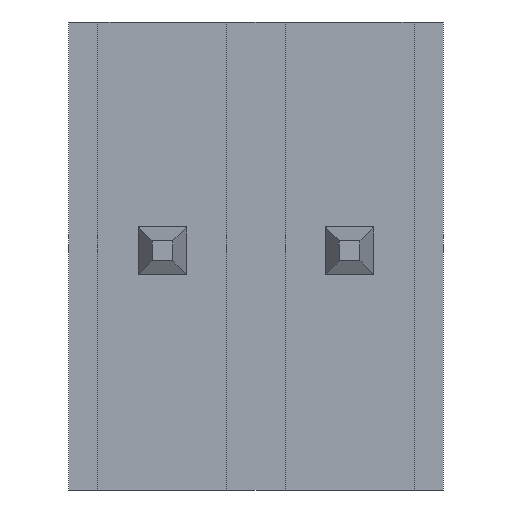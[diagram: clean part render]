
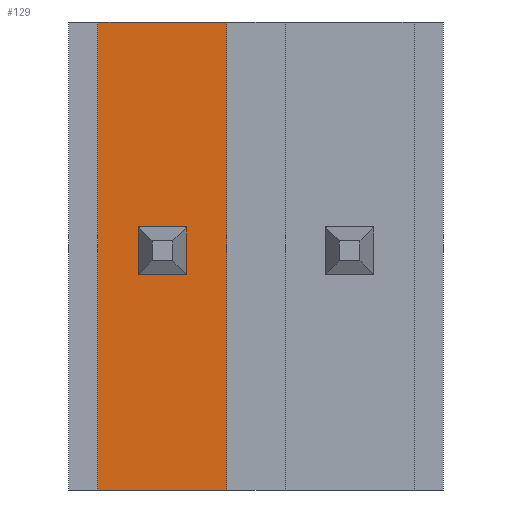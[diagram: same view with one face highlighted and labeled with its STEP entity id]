
A CAD part, front view. The second image highlights one B-rep face of the part: STEP entity #129.
In plain terms, the highlighted planar face has unit normal (0, -1, 0).
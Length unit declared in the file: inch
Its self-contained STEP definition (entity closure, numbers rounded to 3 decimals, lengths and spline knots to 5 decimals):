
#59 = VERTEX_POINT ( 'NONE', #588 ) ;
#61 = EDGE_CURVE ( 'NONE', #103, #59, #587, .T. ) ;
#103 = VERTEX_POINT ( 'NONE', #698 ) ;
#112 = ORIENTED_EDGE ( 'NONE', *, *, #113, .F. ) ;
#113 = EDGE_CURVE ( 'NONE', #138, #137, #873, .T. ) ;
#114 = ORIENTED_EDGE ( 'NONE', *, *, #115, .F. ) ;
#115 = EDGE_CURVE ( 'NONE', #134, #138, #869, .T. ) ;
#116 = EDGE_LOOP ( 'NONE', ( #117, #119, #120, #121 ) ) ;
#117 = ORIENTED_EDGE ( 'NONE', *, *, #118, .T. ) ;
#118 = EDGE_CURVE ( 'NONE', #299, #103, #865, .T. ) ;
#119 = ORIENTED_EDGE ( 'NONE', *, *, #61, .T. ) ;
#120 = ORIENTED_EDGE ( 'NONE', *, *, #125, .F. ) ;
#121 = ORIENTED_EDGE ( 'NONE', *, *, #301, .F. ) ;
#125 = EDGE_CURVE ( 'NONE', #302, #59, #860, .T. ) ;
#129 = ADVANCED_FACE ( 'NONE', ( #851, #850 ), #849, .F. ) ;
#130 = EDGE_LOOP ( 'NONE', ( #131, #135, #112, #114 ) ) ;
#131 = ORIENTED_EDGE ( 'NONE', *, *, #132, .F. ) ;
#132 = EDGE_CURVE ( 'NONE', #133, #134, #785, .T. ) ;
#133 = VERTEX_POINT ( 'NONE', #778 ) ;
#134 = VERTEX_POINT ( 'NONE', #777 ) ;
#135 = ORIENTED_EDGE ( 'NONE', *, *, #136, .F. ) ;
#136 = EDGE_CURVE ( 'NONE', #137, #133, #776, .T. ) ;
#137 = VERTEX_POINT ( 'NONE', #772 ) ;
#138 = VERTEX_POINT ( 'NONE', #771 ) ;
#299 = VERTEX_POINT ( 'NONE', #909 ) ;
#301 = EDGE_CURVE ( 'NONE', #299, #302, #908, .T. ) ;
#302 = VERTEX_POINT ( 'NONE', #904 ) ;
#584 = DIRECTION ( 'NONE',  ( -1., 0., 0. ) ) ;
#585 = VECTOR ( 'NONE', #584, 39.37008 ) ;
#586 = CARTESIAN_POINT ( 'NONE',  ( -0.08445, -0.10551, 0. ) ) ;
#587 = LINE ( 'NONE', #586, #585 ) ;
#588 = CARTESIAN_POINT ( 'NONE',  ( -0.08445, -0.10551, 0. ) ) ;
#698 = CARTESIAN_POINT ( 'NONE',  ( -0.01555, -0.10551, 0. ) ) ;
#771 = CARTESIAN_POINT ( 'NONE',  ( -0.03701, -0.10551, -0.10906 ) ) ;
#772 = CARTESIAN_POINT ( 'NONE',  ( -0.06299, -0.10551, -0.10906 ) ) ;
#773 = DIRECTION ( 'NONE',  ( 0., 0., -1. ) ) ;
#774 = VECTOR ( 'NONE', #773, 39.37008 ) ;
#775 = CARTESIAN_POINT ( 'NONE',  ( -0.06299, -0.10551, -0.13504 ) ) ;
#776 = LINE ( 'NONE', #775, #774 ) ;
#777 = CARTESIAN_POINT ( 'NONE',  ( -0.03701, -0.10551, -0.13504 ) ) ;
#778 = CARTESIAN_POINT ( 'NONE',  ( -0.06299, -0.10551, -0.13504 ) ) ;
#779 = DIRECTION ( 'NONE',  ( 1., 0., 0. ) ) ;
#780 = VECTOR ( 'NONE', #779, 39.37008 ) ;
#781 = CARTESIAN_POINT ( 'NONE',  ( -0.06299, -0.10551, -0.13504 ) ) ;
#782 = DIRECTION ( 'NONE',  ( 0., 0., 1. ) ) ;
#783 = DIRECTION ( 'NONE',  ( 0., 1., 0. ) ) ;
#784 = AXIS2_PLACEMENT_3D ( 'NONE', #848, #783, #782 ) ;
#785 = LINE ( 'NONE', #781, #780 ) ;
#848 = CARTESIAN_POINT ( 'NONE',  ( -0.08445, -0.10551, -0.25004 ) ) ;
#849 = PLANE ( 'NONE',  #784 ) ;
#850 = FACE_OUTER_BOUND ( 'NONE', #116, .T. ) ;
#851 = FACE_BOUND ( 'NONE', #130, .T. ) ;
#852 = DIRECTION ( 'NONE',  ( 0., 0., 1. ) ) ;
#853 = VECTOR ( 'NONE', #852, 39.37008 ) ;
#854 = CARTESIAN_POINT ( 'NONE',  ( -0.08445, -0.10551, -0.25004 ) ) ;
#860 = LINE ( 'NONE', #854, #853 ) ;
#862 = DIRECTION ( 'NONE',  ( 0., 0., 1. ) ) ;
#863 = VECTOR ( 'NONE', #862, 39.37008 ) ;
#864 = CARTESIAN_POINT ( 'NONE',  ( -0.01555, -0.10551, -0.25004 ) ) ;
#865 = LINE ( 'NONE', #864, #863 ) ;
#866 = DIRECTION ( 'NONE',  ( 0., 0., 1. ) ) ;
#867 = VECTOR ( 'NONE', #866, 39.37008 ) ;
#868 = CARTESIAN_POINT ( 'NONE',  ( -0.03701, -0.10551, -0.13504 ) ) ;
#869 = LINE ( 'NONE', #868, #867 ) ;
#870 = DIRECTION ( 'NONE',  ( -1., 0., 0. ) ) ;
#871 = VECTOR ( 'NONE', #870, 39.37008 ) ;
#872 = CARTESIAN_POINT ( 'NONE',  ( -0.06299, -0.10551, -0.10906 ) ) ;
#873 = LINE ( 'NONE', #872, #871 ) ;
#904 = CARTESIAN_POINT ( 'NONE',  ( -0.08445, -0.10551, -0.25 ) ) ;
#905 = DIRECTION ( 'NONE',  ( -1., 0., 0. ) ) ;
#906 = VECTOR ( 'NONE', #905, 39.37008 ) ;
#907 = CARTESIAN_POINT ( 'NONE',  ( -0.08445, -0.10551, -0.25 ) ) ;
#908 = LINE ( 'NONE', #907, #906 ) ;
#909 = CARTESIAN_POINT ( 'NONE',  ( -0.01555, -0.10551, -0.25 ) ) ;
